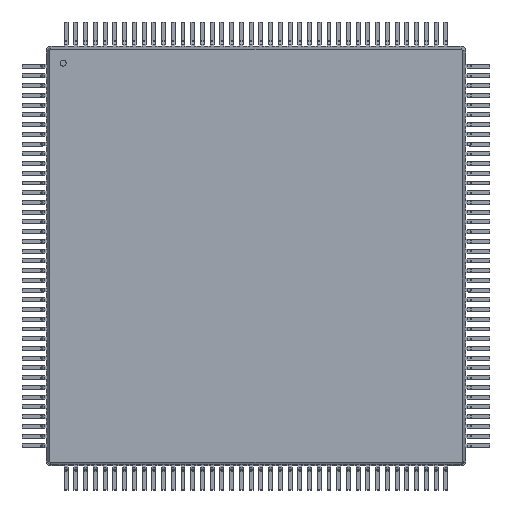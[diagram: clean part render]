
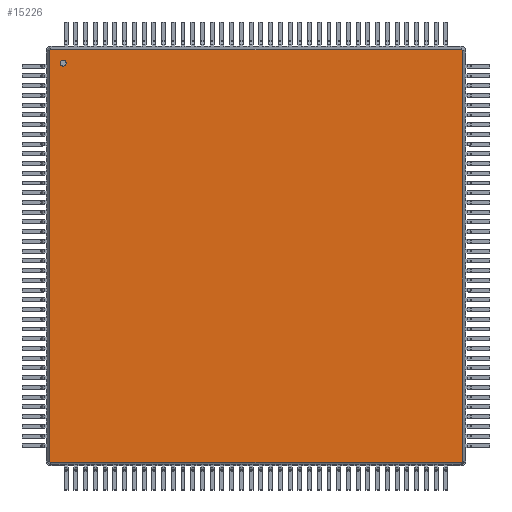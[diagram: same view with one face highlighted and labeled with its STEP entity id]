
A CAD part, top view. The second image highlights one B-rep face of the part: STEP entity #15226.
In plain terms, the highlighted planar face has unit normal (0, 0, 1).
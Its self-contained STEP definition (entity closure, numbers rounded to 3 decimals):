
#4368 = VERTEX_POINT('',#4369);
#4369 = CARTESIAN_POINT('',(13.713,13.776,1.6));
#4374 = EDGE_CURVE('',#4375,#4368,#4377,.T.);
#4375 = VERTEX_POINT('',#4376);
#4376 = CARTESIAN_POINT('',(-13.713,13.776,1.6));
#4377 = LINE('',#4378,#4379);
#4378 = CARTESIAN_POINT('',(-13.713,13.776,1.6));
#4379 = VECTOR('',#4380,1.);
#4380 = DIRECTION('',(1.,0.,0.));
#15209 = EDGE_CURVE('',#15210,#4375,#15212,.T.);
#15210 = VERTEX_POINT('',#15211);
#15211 = CARTESIAN_POINT('',(-13.776,13.713,1.6));
#15212 = LINE('',#15213,#15214);
#15213 = CARTESIAN_POINT('',(-13.776,13.713,1.6));
#15214 = VECTOR('',#15215,1.);
#15215 = DIRECTION('',(0.707,0.707,0.));
#15226 = ADVANCED_FACE('',(#15227,#15277),#15288,.F.);
#15227 = FACE_BOUND('',#15228,.F.);
#15228 = EDGE_LOOP('',(#15229,#15230,#15238,#15246,#15254,#15262,#15270,
#15276));
#15229 = ORIENTED_EDGE('',*,*,#4374,.T.);
#15230 = ORIENTED_EDGE('',*,*,#15231,.T.);
#15231 = EDGE_CURVE('',#4368,#15232,#15234,.T.);
#15232 = VERTEX_POINT('',#15233);
#15233 = CARTESIAN_POINT('',(13.776,13.713,1.6));
#15234 = LINE('',#15235,#15236);
#15235 = CARTESIAN_POINT('',(13.713,13.776,1.6));
#15236 = VECTOR('',#15237,1.);
#15237 = DIRECTION('',(0.707,-0.707,0.));
#15238 = ORIENTED_EDGE('',*,*,#15239,.T.);
#15239 = EDGE_CURVE('',#15232,#15240,#15242,.T.);
#15240 = VERTEX_POINT('',#15241);
#15241 = CARTESIAN_POINT('',(13.776,-13.713,1.6));
#15242 = LINE('',#15243,#15244);
#15243 = CARTESIAN_POINT('',(13.776,13.713,1.6));
#15244 = VECTOR('',#15245,1.);
#15245 = DIRECTION('',(0.,-1.,0.));
#15246 = ORIENTED_EDGE('',*,*,#15247,.T.);
#15247 = EDGE_CURVE('',#15240,#15248,#15250,.T.);
#15248 = VERTEX_POINT('',#15249);
#15249 = CARTESIAN_POINT('',(13.713,-13.776,1.6));
#15250 = LINE('',#15251,#15252);
#15251 = CARTESIAN_POINT('',(13.776,-13.713,1.6));
#15252 = VECTOR('',#15253,1.);
#15253 = DIRECTION('',(-0.707,-0.707,0.));
#15254 = ORIENTED_EDGE('',*,*,#15255,.T.);
#15255 = EDGE_CURVE('',#15248,#15256,#15258,.T.);
#15256 = VERTEX_POINT('',#15257);
#15257 = CARTESIAN_POINT('',(-13.713,-13.776,1.6));
#15258 = LINE('',#15259,#15260);
#15259 = CARTESIAN_POINT('',(13.713,-13.776,1.6));
#15260 = VECTOR('',#15261,1.);
#15261 = DIRECTION('',(-1.,0.,0.));
#15262 = ORIENTED_EDGE('',*,*,#15263,.T.);
#15263 = EDGE_CURVE('',#15256,#15264,#15266,.T.);
#15264 = VERTEX_POINT('',#15265);
#15265 = CARTESIAN_POINT('',(-13.776,-13.713,1.6));
#15266 = LINE('',#15267,#15268);
#15267 = CARTESIAN_POINT('',(-13.713,-13.776,1.6));
#15268 = VECTOR('',#15269,1.);
#15269 = DIRECTION('',(-0.707,0.707,0.));
#15270 = ORIENTED_EDGE('',*,*,#15271,.T.);
#15271 = EDGE_CURVE('',#15264,#15210,#15272,.T.);
#15272 = LINE('',#15273,#15274);
#15273 = CARTESIAN_POINT('',(-13.776,-13.713,1.6));
#15274 = VECTOR('',#15275,1.);
#15275 = DIRECTION('',(0.,1.,0.));
#15276 = ORIENTED_EDGE('',*,*,#15209,.T.);
#15277 = FACE_BOUND('',#15278,.F.);
#15278 = EDGE_LOOP('',(#15279));
#15279 = ORIENTED_EDGE('',*,*,#15280,.T.);
#15280 = EDGE_CURVE('',#15281,#15281,#15283,.T.);
#15281 = VERTEX_POINT('',#15282);
#15282 = CARTESIAN_POINT('',(-12.876,12.676,1.6));
#15283 = CIRCLE('',#15284,0.2);
#15284 = AXIS2_PLACEMENT_3D('',#15285,#15286,#15287);
#15285 = CARTESIAN_POINT('',(-12.876,12.876,1.6));
#15286 = DIRECTION('',(0.,0.,1.));
#15287 = DIRECTION('',(0.,-1.,0.));
#15288 = PLANE('',#15289);
#15289 = AXIS2_PLACEMENT_3D('',#15290,#15291,#15292);
#15290 = CARTESIAN_POINT('',(-13.713,13.776,1.6));
#15291 = DIRECTION('',(0.,0.,-1.));
#15292 = DIRECTION('',(0.705,-0.709,0.));
